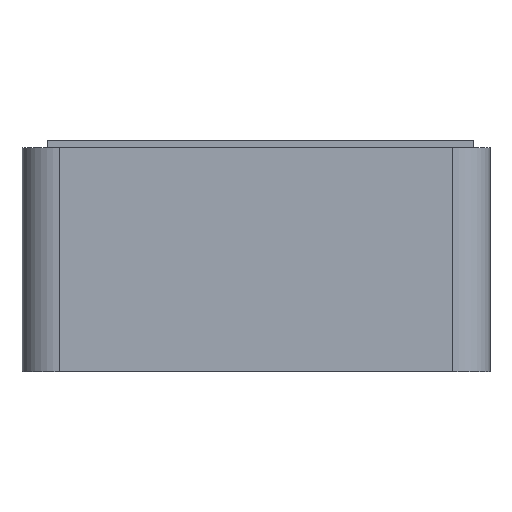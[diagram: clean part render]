
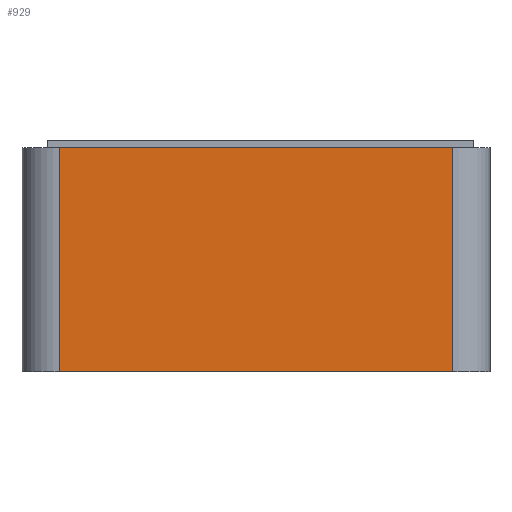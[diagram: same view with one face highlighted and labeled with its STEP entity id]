
A CAD part, left-side view. The second image highlights one B-rep face of the part: STEP entity #929.
In plain terms, the highlighted planar face has unit normal (-1, 0, 0).
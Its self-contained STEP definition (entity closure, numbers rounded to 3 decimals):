
#97 = VERTEX_POINT('',#98);
#98 = CARTESIAN_POINT('',(-3.36,2.66,3.));
#105 = EDGE_CURVE('',#106,#97,#108,.T.);
#106 = VERTEX_POINT('',#107);
#107 = CARTESIAN_POINT('',(-3.36,-2.6,3.));
#108 = LINE('',#109,#110);
#109 = CARTESIAN_POINT('',(-3.36,-3.1,3.));
#110 = VECTOR('',#111,1.);
#111 = DIRECTION('',(0.,1.,0.));
#773 = VERTEX_POINT('',#774);
#774 = CARTESIAN_POINT('',(-3.36,-2.6,0.));
#781 = EDGE_CURVE('',#773,#106,#782,.T.);
#782 = LINE('',#783,#784);
#783 = CARTESIAN_POINT('',(-3.36,-2.6,0.));
#784 = VECTOR('',#785,1.);
#785 = DIRECTION('',(0.,0.,1.));
#825 = VERTEX_POINT('',#826);
#826 = CARTESIAN_POINT('',(-3.36,2.66,0.));
#833 = EDGE_CURVE('',#773,#825,#834,.T.);
#834 = LINE('',#835,#836);
#835 = CARTESIAN_POINT('',(-3.36,-3.1,0.));
#836 = VECTOR('',#837,1.);
#837 = DIRECTION('',(0.,1.,0.));
#929 = ADVANCED_FACE('',(#930),#941,.T.);
#930 = FACE_BOUND('',#931,.T.);
#931 = EDGE_LOOP('',(#932,#933,#934,#935));
#932 = ORIENTED_EDGE('',*,*,#833,.F.);
#933 = ORIENTED_EDGE('',*,*,#781,.T.);
#934 = ORIENTED_EDGE('',*,*,#105,.T.);
#935 = ORIENTED_EDGE('',*,*,#936,.F.);
#936 = EDGE_CURVE('',#825,#97,#937,.T.);
#937 = LINE('',#938,#939);
#938 = CARTESIAN_POINT('',(-3.36,2.66,0.));
#939 = VECTOR('',#940,1.);
#940 = DIRECTION('',(0.,0.,1.));
#941 = PLANE('',#942);
#942 = AXIS2_PLACEMENT_3D('',#943,#944,#945);
#943 = CARTESIAN_POINT('',(-3.36,-3.1,0.));
#944 = DIRECTION('',(-1.,0.,0.));
#945 = DIRECTION('',(0.,0.,1.));
